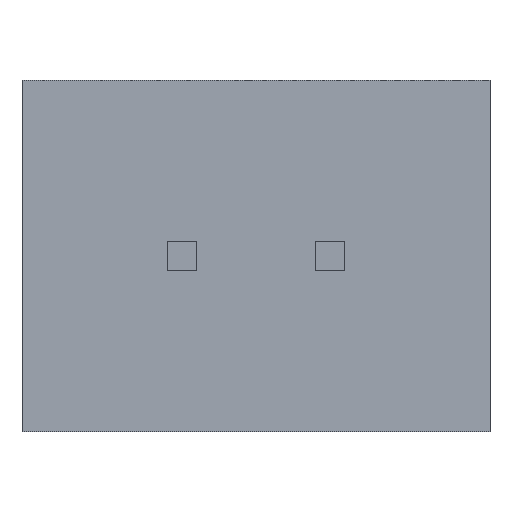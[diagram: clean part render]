
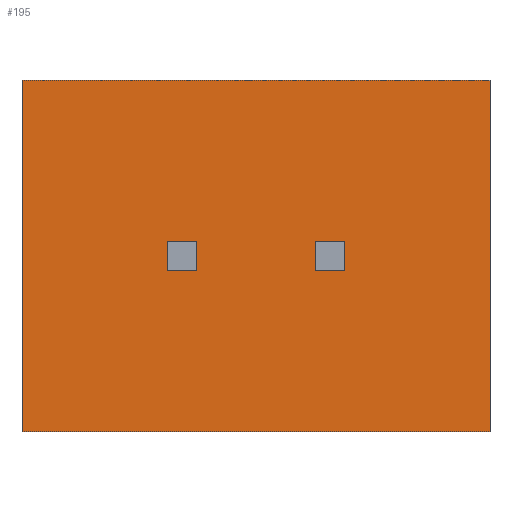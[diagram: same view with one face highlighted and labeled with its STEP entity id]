
A CAD part, front view. The second image highlights one B-rep face of the part: STEP entity #195.
In plain terms, the highlighted planar face has unit normal (0, -1, 0).
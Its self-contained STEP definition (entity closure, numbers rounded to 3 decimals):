
#28 = VECTOR ( 'NONE', #404, 1000. ) ;
#39 = ORIENTED_EDGE ( 'NONE', *, *, #1270, .F. ) ;
#45 = VECTOR ( 'NONE', #368, 1000. ) ;
#53 = ORIENTED_EDGE ( 'NONE', *, *, #1529, .F. ) ;
#60 = DIRECTION ( 'NONE',  ( 0., 0., -1. ) ) ;
#193 = EDGE_CURVE ( 'NONE', #1975, #1151, #1438, .T. ) ;
#195 = ADVANCED_FACE ( 'NONE', ( #1628, #1114, #301 ), #312, .T. ) ;
#199 = VECTOR ( 'NONE', #2122, 1000. ) ;
#203 = CARTESIAN_POINT ( 'NONE',  ( 2.48, 0., -3.25 ) ) ;
#230 = VECTOR ( 'NONE', #1122, 1000. ) ;
#236 = LINE ( 'NONE', #741, #1170 ) ;
#245 = EDGE_CURVE ( 'NONE', #406, #1975, #630, .T. ) ;
#289 = CARTESIAN_POINT ( 'NONE',  ( 2.48, 0., -3.25 ) ) ;
#301 = FACE_OUTER_BOUND ( 'NONE', #1930, .T. ) ;
#305 = ORIENTED_EDGE ( 'NONE', *, *, #1037, .T. ) ;
#312 = PLANE ( 'NONE',  #470 ) ;
#321 = VERTEX_POINT ( 'NONE', #334 ) ;
#334 = CARTESIAN_POINT ( 'NONE',  ( 5.02, 0., -2.75 ) ) ;
#368 = DIRECTION ( 'NONE',  ( -1., 0., 0. ) ) ;
#384 = LINE ( 'NONE', #1716, #1225 ) ;
#404 = DIRECTION ( 'NONE',  ( -1., 0., 0. ) ) ;
#406 = VERTEX_POINT ( 'NONE', #1163 ) ;
#428 = VERTEX_POINT ( 'NONE', #2087 ) ;
#438 = EDGE_CURVE ( 'NONE', #428, #321, #236, .T. ) ;
#460 = ORIENTED_EDGE ( 'NONE', *, *, #1717, .T. ) ;
#467 = VERTEX_POINT ( 'NONE', #1221 ) ;
#470 = AXIS2_PLACEMENT_3D ( 'NONE', #751, #1767, #1758 ) ;
#478 = EDGE_LOOP ( 'NONE', ( #764, #460, #2014, #2066 ) ) ;
#556 = LINE ( 'NONE', #1224, #28 ) ;
#559 = VECTOR ( 'NONE', #2135, 1000. ) ;
#589 = LINE ( 'NONE', #599, #230 ) ;
#599 = CARTESIAN_POINT ( 'NONE',  ( 0., 0., 0. ) ) ;
#630 = LINE ( 'NONE', #744, #1119 ) ;
#654 = LINE ( 'NONE', #1340, #559 ) ;
#720 = CARTESIAN_POINT ( 'NONE',  ( 0., 0., -6. ) ) ;
#729 = DIRECTION ( 'NONE',  ( 0., 0., 1. ) ) ;
#741 = CARTESIAN_POINT ( 'NONE',  ( 5.02, 0., -2.75 ) ) ;
#744 = CARTESIAN_POINT ( 'NONE',  ( 2.48, 0., -2.75 ) ) ;
#751 = CARTESIAN_POINT ( 'NONE',  ( 0., 0., 0. ) ) ;
#764 = ORIENTED_EDGE ( 'NONE', *, *, #826, .T. ) ;
#789 = ORIENTED_EDGE ( 'NONE', *, *, #1346, .T. ) ;
#820 = LINE ( 'NONE', #1460, #1567 ) ;
#826 = EDGE_CURVE ( 'NONE', #1151, #1481, #1689, .T. ) ;
#842 = VECTOR ( 'NONE', #924, 1000. ) ;
#871 = CARTESIAN_POINT ( 'NONE',  ( 2.98, 0., -3.25 ) ) ;
#909 = VECTOR ( 'NONE', #60, 1000. ) ;
#924 = DIRECTION ( 'NONE',  ( 0., 0., 1. ) ) ;
#936 = CARTESIAN_POINT ( 'NONE',  ( 2.98, 0., -2.75 ) ) ;
#980 = ORIENTED_EDGE ( 'NONE', *, *, #1852, .T. ) ;
#1024 = DIRECTION ( 'NONE',  ( 0., 0., -1. ) ) ;
#1029 = ORIENTED_EDGE ( 'NONE', *, *, #1420, .F. ) ;
#1037 = EDGE_CURVE ( 'NONE', #321, #1347, #820, .T. ) ;
#1114 = FACE_BOUND ( 'NONE', #1364, .T. ) ;
#1119 = VECTOR ( 'NONE', #1603, 1000. ) ;
#1122 = DIRECTION ( 'NONE',  ( 1., 0., 0. ) ) ;
#1151 = VERTEX_POINT ( 'NONE', #871 ) ;
#1163 = CARTESIAN_POINT ( 'NONE',  ( 2.48, 0., -2.75 ) ) ;
#1170 = VECTOR ( 'NONE', #729, 1000. ) ;
#1179 = ORIENTED_EDGE ( 'NONE', *, *, #1245, .F. ) ;
#1221 = CARTESIAN_POINT ( 'NONE',  ( 0., 0., 0. ) ) ;
#1224 = CARTESIAN_POINT ( 'NONE',  ( 0., 0., -6. ) ) ;
#1225 = VECTOR ( 'NONE', #2069, 1000. ) ;
#1245 = EDGE_CURVE ( 'NONE', #2030, #467, #1935, .T. ) ;
#1270 = EDGE_CURVE ( 'NONE', #1287, #2030, #556, .T. ) ;
#1287 = VERTEX_POINT ( 'NONE', #1457 ) ;
#1308 = DIRECTION ( 'NONE',  ( 1., 0., 0. ) ) ;
#1340 = CARTESIAN_POINT ( 'NONE',  ( 5.02, 0., -3.25 ) ) ;
#1346 = EDGE_CURVE ( 'NONE', #1347, #1516, #1610, .T. ) ;
#1347 = VERTEX_POINT ( 'NONE', #1889 ) ;
#1364 = EDGE_LOOP ( 'NONE', ( #980, #1622, #305, #789 ) ) ;
#1395 = LINE ( 'NONE', #2073, #909 ) ;
#1420 = EDGE_CURVE ( 'NONE', #1498, #1287, #1395, .T. ) ;
#1438 = LINE ( 'NONE', #936, #199 ) ;
#1442 = CARTESIAN_POINT ( 'NONE',  ( 5.52, 0., -3.25 ) ) ;
#1457 = CARTESIAN_POINT ( 'NONE',  ( 8., 0., -6. ) ) ;
#1460 = CARTESIAN_POINT ( 'NONE',  ( 5.02, 0., -2.75 ) ) ;
#1481 = VERTEX_POINT ( 'NONE', #289 ) ;
#1498 = VERTEX_POINT ( 'NONE', #2106 ) ;
#1516 = VERTEX_POINT ( 'NONE', #1442 ) ;
#1529 = EDGE_CURVE ( 'NONE', #467, #1498, #589, .T. ) ;
#1567 = VECTOR ( 'NONE', #1308, 1000. ) ;
#1603 = DIRECTION ( 'NONE',  ( 1., 0., 0. ) ) ;
#1610 = LINE ( 'NONE', #2053, #1966 ) ;
#1622 = ORIENTED_EDGE ( 'NONE', *, *, #438, .T. ) ;
#1628 = FACE_BOUND ( 'NONE', #478, .T. ) ;
#1689 = LINE ( 'NONE', #203, #45 ) ;
#1716 = CARTESIAN_POINT ( 'NONE',  ( 2.48, 0., -2.75 ) ) ;
#1717 = EDGE_CURVE ( 'NONE', #1481, #406, #384, .T. ) ;
#1758 = DIRECTION ( 'NONE',  ( 0., 0., -1. ) ) ;
#1764 = CARTESIAN_POINT ( 'NONE',  ( 0., 0., 0. ) ) ;
#1767 = DIRECTION ( 'NONE',  ( 0., -1., 0. ) ) ;
#1852 = EDGE_CURVE ( 'NONE', #1516, #428, #654, .T. ) ;
#1889 = CARTESIAN_POINT ( 'NONE',  ( 5.52, 0., -2.75 ) ) ;
#1930 = EDGE_LOOP ( 'NONE', ( #1179, #39, #1029, #53 ) ) ;
#1935 = LINE ( 'NONE', #1764, #842 ) ;
#1966 = VECTOR ( 'NONE', #1024, 1000. ) ;
#1975 = VERTEX_POINT ( 'NONE', #2035 ) ;
#2014 = ORIENTED_EDGE ( 'NONE', *, *, #245, .T. ) ;
#2030 = VERTEX_POINT ( 'NONE', #720 ) ;
#2035 = CARTESIAN_POINT ( 'NONE',  ( 2.98, 0., -2.75 ) ) ;
#2053 = CARTESIAN_POINT ( 'NONE',  ( 5.52, 0., -2.75 ) ) ;
#2066 = ORIENTED_EDGE ( 'NONE', *, *, #193, .T. ) ;
#2069 = DIRECTION ( 'NONE',  ( 0., 0., 1. ) ) ;
#2073 = CARTESIAN_POINT ( 'NONE',  ( 8., 0., 0. ) ) ;
#2087 = CARTESIAN_POINT ( 'NONE',  ( 5.02, 0., -3.25 ) ) ;
#2106 = CARTESIAN_POINT ( 'NONE',  ( 8., 0., 0. ) ) ;
#2122 = DIRECTION ( 'NONE',  ( 0., 0., -1. ) ) ;
#2135 = DIRECTION ( 'NONE',  ( -1., 0., 0. ) ) ;
